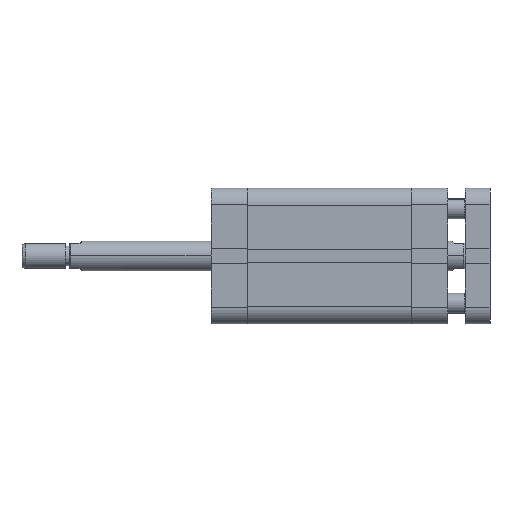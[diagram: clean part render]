
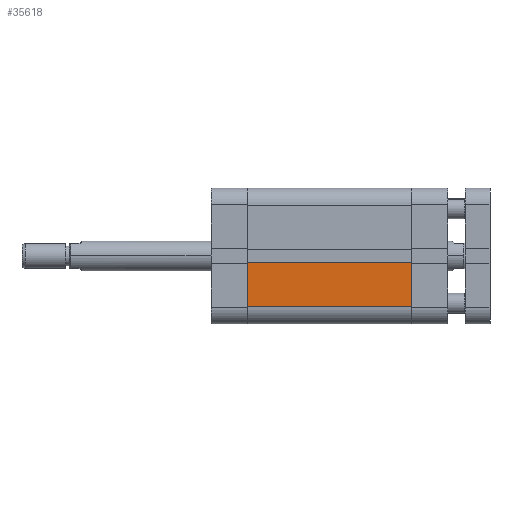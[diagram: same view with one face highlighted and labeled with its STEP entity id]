
A CAD part, front view. The second image highlights one B-rep face of the part: STEP entity #35618.
In plain terms, the highlighted planar face has unit normal (0, -1, 0).
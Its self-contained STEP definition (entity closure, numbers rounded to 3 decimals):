
#676 = CARTESIAN_POINT ( 'NONE',  ( 0., -27.25, -20.45 ) ) ;
#796 = VECTOR ( 'NONE', #29793, 1000. ) ;
#3053 = CARTESIAN_POINT ( 'NONE',  ( 66., -27.25, -20.45 ) ) ;
#3309 = DIRECTION ( 'NONE',  ( 0., 0., 1. ) ) ;
#5798 = EDGE_CURVE ( 'NONE', #16893, #22120, #26033, .T. ) ;
#6917 = VECTOR ( 'NONE', #15303, 1000. ) ;
#6989 = CARTESIAN_POINT ( 'NONE',  ( 66., -27.25, -27.25 ) ) ;
#7848 = LINE ( 'NONE', #10854, #796 ) ;
#7874 = VERTEX_POINT ( 'NONE', #676 ) ;
#10423 = CARTESIAN_POINT ( 'NONE',  ( 66., -27.25, -2.8 ) ) ;
#10854 = CARTESIAN_POINT ( 'NONE',  ( 66.001, -27.25, -2.8 ) ) ;
#11577 = CARTESIAN_POINT ( 'NONE',  ( 66., -27.25, -27.25 ) ) ;
#12130 = EDGE_CURVE ( 'NONE', #7874, #22120, #20086, .T. ) ;
#12233 = VECTOR ( 'NONE', #15366, 1000. ) ;
#15270 = AXIS2_PLACEMENT_3D ( 'NONE', #11577, #31948, #3309 ) ;
#15303 = DIRECTION ( 'NONE',  ( 0., 0., -1. ) ) ;
#15366 = DIRECTION ( 'NONE',  ( 0., 0., -1. ) ) ;
#16893 = VERTEX_POINT ( 'NONE', #10423 ) ;
#17277 = ORIENTED_EDGE ( 'NONE', *, *, #22942, .T. ) ;
#19212 = CARTESIAN_POINT ( 'NONE',  ( 0., -27.25, -2.8 ) ) ;
#19823 = VERTEX_POINT ( 'NONE', #19212 ) ;
#20086 = LINE ( 'NONE', #23801, #28255 ) ;
#20472 = PLANE ( 'NONE',  #15270 ) ;
#20865 = ORIENTED_EDGE ( 'NONE', *, *, #5798, .F. ) ;
#21006 = ORIENTED_EDGE ( 'NONE', *, *, #12130, .T. ) ;
#22120 = VERTEX_POINT ( 'NONE', #3053 ) ;
#22393 = EDGE_CURVE ( 'NONE', #16893, #19823, #7848, .T. ) ;
#22942 = EDGE_CURVE ( 'NONE', #19823, #7874, #32339, .T. ) ;
#23801 = CARTESIAN_POINT ( 'NONE',  ( 66., -27.25, -20.45 ) ) ;
#26033 = LINE ( 'NONE', #6989, #6917 ) ;
#28255 = VECTOR ( 'NONE', #35312, 1000. ) ;
#29793 = DIRECTION ( 'NONE',  ( -1., 0., 0. ) ) ;
#30670 = ORIENTED_EDGE ( 'NONE', *, *, #22393, .T. ) ;
#31948 = DIRECTION ( 'NONE',  ( 0., 1., 0. ) ) ;
#31962 = CARTESIAN_POINT ( 'NONE',  ( 0., -27.25, -27.25 ) ) ;
#32339 = LINE ( 'NONE', #31962, #12233 ) ;
#34768 = FACE_OUTER_BOUND ( 'NONE', #35142, .T. ) ;
#35142 = EDGE_LOOP ( 'NONE', ( #30670, #17277, #21006, #20865 ) ) ;
#35312 = DIRECTION ( 'NONE',  ( 1., 0., 0. ) ) ;
#35618 = ADVANCED_FACE ( 'NONE', ( #34768 ), #20472, .F. ) ;
